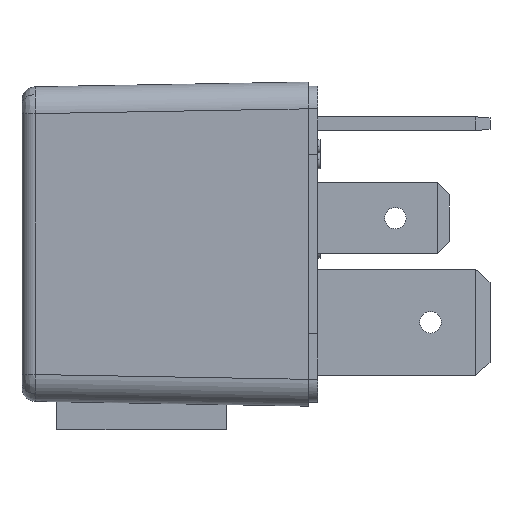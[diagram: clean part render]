
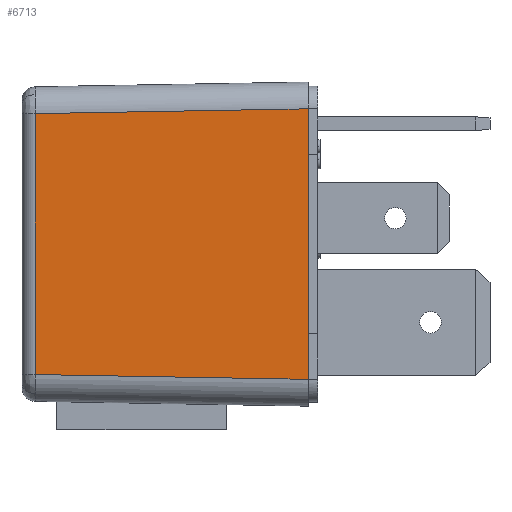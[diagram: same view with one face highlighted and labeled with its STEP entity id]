
A CAD part, left-side view. The second image highlights one B-rep face of the part: STEP entity #6713.
In plain terms, the highlighted planar face has unit normal (-1, 0.018, 0).
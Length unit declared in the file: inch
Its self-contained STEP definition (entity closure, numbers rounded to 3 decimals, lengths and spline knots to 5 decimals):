
#263 = CARTESIAN_POINT ( 'NONE',  ( -0.54985, 0.95394, 0.45611 ) ) ;
#1720 = VERTEX_POINT ( 'NONE', #11285 ) ;
#2500 = EDGE_CURVE ( 'NONE', #22396, #11554, #9461, .T. ) ;
#2742 = ORIENTED_EDGE ( 'NONE', *, *, #11758, .T. ) ;
#4281 = CARTESIAN_POINT ( 'NONE',  ( -0.5665, 0., -0.47276 ) ) ;
#6352 = DIRECTION ( 'NONE',  ( 0., 0., -1. ) ) ;
#6713 = ADVANCED_FACE ( 'NONE', ( #6986 ), #9058, .T. ) ;
#6986 = FACE_OUTER_BOUND ( 'NONE', #8398, .T. ) ;
#7357 = CARTESIAN_POINT ( 'NONE',  ( -0.56618, 0.01813, 0.47245 ) ) ;
#7626 = VECTOR ( 'NONE', #16963, 39.37008 ) ;
#7828 = EDGE_CURVE ( 'NONE', #1720, #22396, #28005, .T. ) ;
#8398 = EDGE_LOOP ( 'NONE', ( #21457, #2742, #15496, #20347 ) ) ;
#8497 = LINE ( 'NONE', #7357, #21793 ) ;
#9058 = PLANE ( 'NONE',  #34043 ) ;
#9400 = CARTESIAN_POINT ( 'NONE',  ( -0.56653, -0.00164, -0.47279 ) ) ;
#9461 = LINE ( 'NONE', #19560, #23625 ) ;
#10306 = VERTEX_POINT ( 'NONE', #263 ) ;
#11285 = CARTESIAN_POINT ( 'NONE',  ( -0.54985, 0.95394, -0.45611 ) ) ;
#11554 = VERTEX_POINT ( 'NONE', #26300 ) ;
#11758 = EDGE_CURVE ( 'NONE', #10306, #1720, #28696, .T. ) ;
#11833 = DIRECTION ( 'NONE',  ( -1., 0.017, 0. ) ) ;
#15496 = ORIENTED_EDGE ( 'NONE', *, *, #7828, .T. ) ;
#15518 = DIRECTION ( 'NONE',  ( 0.017, 1., -0.017 ) ) ;
#16963 = DIRECTION ( 'NONE',  ( -0.017, -1., -0.017 ) ) ;
#19560 = CARTESIAN_POINT ( 'NONE',  ( -0.5665, 0., -0.5665 ) ) ;
#20347 = ORIENTED_EDGE ( 'NONE', *, *, #2500, .T. ) ;
#21457 = ORIENTED_EDGE ( 'NONE', *, *, #21994, .T. ) ;
#21793 = VECTOR ( 'NONE', #15518, 39.37008 ) ;
#21994 = EDGE_CURVE ( 'NONE', #11554, #10306, #8497, .T. ) ;
#22379 = VECTOR ( 'NONE', #6352, 39.37008 ) ;
#22396 = VERTEX_POINT ( 'NONE', #4281 ) ;
#23625 = VECTOR ( 'NONE', #32731, 39.37008 ) ;
#26300 = CARTESIAN_POINT ( 'NONE',  ( -0.5665, 0., 0.47276 ) ) ;
#27796 = CARTESIAN_POINT ( 'NONE',  ( -0.5665, 0., -0.5665 ) ) ;
#28005 = LINE ( 'NONE', #9400, #7626 ) ;
#28696 = LINE ( 'NONE', #30214, #22379 ) ;
#30214 = CARTESIAN_POINT ( 'NONE',  ( -0.54985, 0.95394, -0.5665 ) ) ;
#30487 = DIRECTION ( 'NONE',  ( -0.017, -1., 0. ) ) ;
#32731 = DIRECTION ( 'NONE',  ( 0., 0., 1. ) ) ;
#34043 = AXIS2_PLACEMENT_3D ( 'NONE', #27796, #11833, #30487 ) ;
